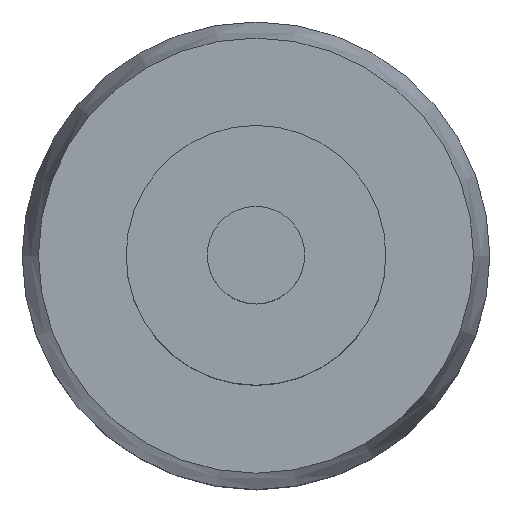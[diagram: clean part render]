
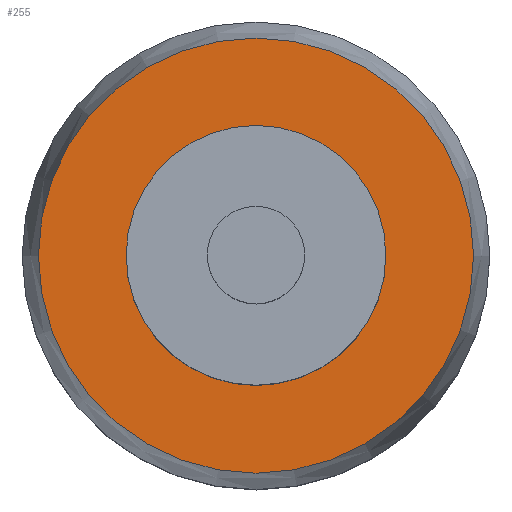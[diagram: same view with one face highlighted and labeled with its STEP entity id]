
A CAD part, top view. The second image highlights one B-rep face of the part: STEP entity #255.
In plain terms, the highlighted planar face has unit normal (0, 0, 1).
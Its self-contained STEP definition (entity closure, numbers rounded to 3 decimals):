
#24=FACE_BOUND('',#83,.T.);
#44=PLANE('',#306);
#62=FACE_OUTER_BOUND('',#82,.T.);
#82=EDGE_LOOP('',(#219));
#83=EDGE_LOOP('',(#220));
#124=CIRCLE('',#299,8.);
#125=CIRCLE('',#302,13.4);
#142=VERTEX_POINT('',#451);
#143=VERTEX_POINT('',#456);
#167=EDGE_CURVE('',#142,#142,#124,.T.);
#168=EDGE_CURVE('',#143,#143,#125,.T.);
#219=ORIENTED_EDGE('',*,*,#168,.F.);
#220=ORIENTED_EDGE('',*,*,#167,.T.);
#255=ADVANCED_FACE('',(#62,#24),#44,.T.);
#299=AXIS2_PLACEMENT_3D('',#453,#375,#376);
#302=AXIS2_PLACEMENT_3D('',#457,#381,#382);
#306=AXIS2_PLACEMENT_3D('',#465,#391,#392);
#375=DIRECTION('center_axis',(0.,0.,-1.));
#376=DIRECTION('ref_axis',(1.,0.,0.));
#381=DIRECTION('center_axis',(0.,0.,-1.));
#382=DIRECTION('ref_axis',(1.,0.,0.));
#391=DIRECTION('center_axis',(0.,0.,1.));
#392=DIRECTION('ref_axis',(1.,0.,0.));
#451=CARTESIAN_POINT('',(-8.,0.,24.8));
#453=CARTESIAN_POINT('Origin',(0.,0.,24.8));
#456=CARTESIAN_POINT('',(-13.4,0.,24.8));
#457=CARTESIAN_POINT('Origin',(0.,0.,24.8));
#465=CARTESIAN_POINT('Origin',(0.,0.,24.8));
